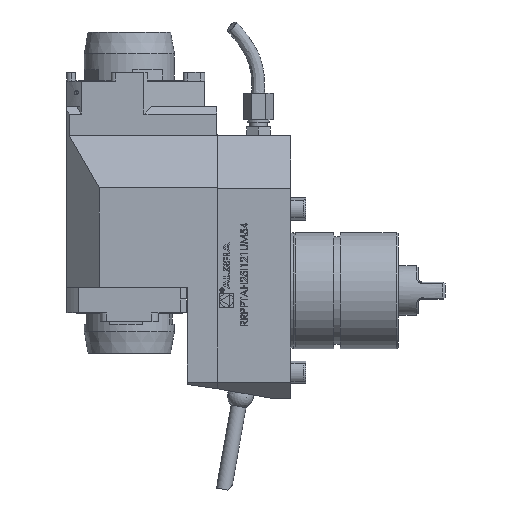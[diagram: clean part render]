
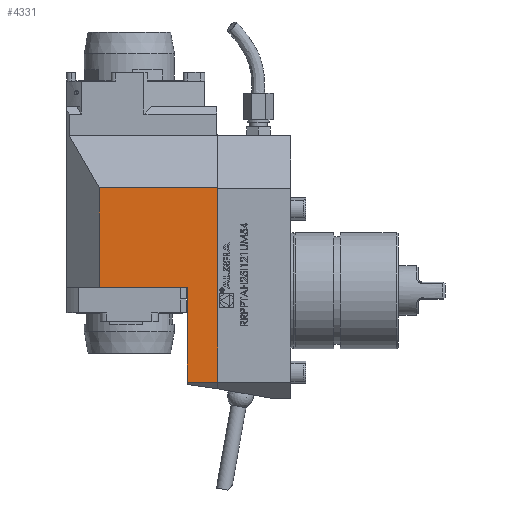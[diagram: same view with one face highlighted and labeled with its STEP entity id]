
A CAD part, left-side view. The second image highlights one B-rep face of the part: STEP entity #4331.
In plain terms, the highlighted planar face has unit normal (-1, 0, 0).
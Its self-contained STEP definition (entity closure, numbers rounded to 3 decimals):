
#733 = VECTOR ( 'NONE', #20702, 1000. ) ;
#1933 = ORIENTED_EDGE ( 'NONE', *, *, #14079, .T. ) ;
#2485 = CARTESIAN_POINT ( 'NONE',  ( -45., 14., 1.5 ) ) ;
#3153 = EDGE_CURVE ( 'NONE', #15812, #13469, #17360, .T. ) ;
#3732 = FACE_OUTER_BOUND ( 'NONE', #23260, .T. ) ;
#3909 = CARTESIAN_POINT ( 'NONE',  ( -45., 14., -42.5 ) ) ;
#3941 = LINE ( 'NONE', #26814, #5810 ) ;
#3989 = DIRECTION ( 'NONE',  ( -1., 0., 0. ) ) ;
#4331 = ADVANCED_FACE ( 'Defeature completata1_211', ( #3732 ), #14341, .T. ) ;
#5182 = CARTESIAN_POINT ( 'NONE',  ( -45., 0., -42.5 ) ) ;
#5439 = VERTEX_POINT ( 'NONE', #10867 ) ;
#5666 = ORIENTED_EDGE ( 'NONE', *, *, #17751, .F. ) ;
#5810 = VECTOR ( 'NONE', #16205, 1000. ) ;
#6596 = CARTESIAN_POINT ( 'NONE',  ( -45., 0., 47.751 ) ) ;
#6788 = EDGE_CURVE ( 'NONE', #6909, #14488, #18084, .T. ) ;
#6909 = VERTEX_POINT ( 'NONE', #15490 ) ;
#8803 = ORIENTED_EDGE ( 'NONE', *, *, #17689, .T. ) ;
#10117 = VERTEX_POINT ( 'NONE', #2485 ) ;
#10867 = CARTESIAN_POINT ( 'NONE',  ( -45., 0., 47.5 ) ) ;
#11219 = LINE ( 'NONE', #13248, #21351 ) ;
#11226 = EDGE_CURVE ( 'NONE', #26052, #10117, #17070, .T. ) ;
#12393 = ORIENTED_EDGE ( 'NONE', *, *, #3153, .T. ) ;
#13155 = ORIENTED_EDGE ( 'NONE', *, *, #11226, .T. ) ;
#13248 = CARTESIAN_POINT ( 'NONE',  ( -45., 0., 72. ) ) ;
#13469 = VERTEX_POINT ( 'NONE', #5182 ) ;
#13796 = DIRECTION ( 'NONE',  ( 0., 0., 1. ) ) ;
#13959 = CARTESIAN_POINT ( 'NONE',  ( -45., 0., -50. ) ) ;
#14079 = EDGE_CURVE ( 'NONE', #10117, #15812, #3941, .T. ) ;
#14341 = PLANE ( 'NONE',  #25640 ) ;
#14384 = VECTOR ( 'NONE', #15745, 1000. ) ;
#14488 = VERTEX_POINT ( 'NONE', #6596 ) ;
#15010 = CARTESIAN_POINT ( 'NONE',  ( -45., 55., 1.5 ) ) ;
#15192 = CARTESIAN_POINT ( 'NONE',  ( -45., 0., -42.5 ) ) ;
#15456 = CARTESIAN_POINT ( 'NONE',  ( -45., 55., 1.5 ) ) ;
#15490 = CARTESIAN_POINT ( 'NONE',  ( -45., 55., 47.751 ) ) ;
#15745 = DIRECTION ( 'NONE',  ( 0., 0., -1. ) ) ;
#15812 = VERTEX_POINT ( 'NONE', #3909 ) ;
#16205 = DIRECTION ( 'NONE',  ( 0., 0., -1. ) ) ;
#17070 = LINE ( 'NONE', #22815, #17297 ) ;
#17297 = VECTOR ( 'NONE', #23071, 1000. ) ;
#17360 = LINE ( 'NONE', #15192, #733 ) ;
#17689 = EDGE_CURVE ( 'NONE', #6909, #26052, #26059, .T. ) ;
#17751 = EDGE_CURVE ( 'NONE', #5439, #13469, #11219, .T. ) ;
#18084 = LINE ( 'NONE', #26389, #22765 ) ;
#20627 = EDGE_CURVE ( 'NONE', #5439, #14488, #24316, .T. ) ;
#20702 = DIRECTION ( 'NONE',  ( 0., -1., 0. ) ) ;
#21351 = VECTOR ( 'NONE', #24156, 1000. ) ;
#22201 = DIRECTION ( 'NONE',  ( 0., -1., 0. ) ) ;
#22288 = DIRECTION ( 'NONE',  ( 0., 0., 1. ) ) ;
#22765 = VECTOR ( 'NONE', #22201, 1000. ) ;
#22815 = CARTESIAN_POINT ( 'NONE',  ( -45., 70., 1.5 ) ) ;
#23071 = DIRECTION ( 'NONE',  ( 0., -1., 0. ) ) ;
#23251 = ORIENTED_EDGE ( 'NONE', *, *, #20627, .T. ) ;
#23260 = EDGE_LOOP ( 'NONE', ( #26830, #8803, #13155, #1933, #12393, #5666, #23251 ) ) ;
#23379 = VECTOR ( 'NONE', #22288, 1000. ) ;
#24156 = DIRECTION ( 'NONE',  ( 0., 0., -1. ) ) ;
#24316 = LINE ( 'NONE', #13959, #23379 ) ;
#24559 = CARTESIAN_POINT ( 'NONE',  ( -45., 41., 0. ) ) ;
#25640 = AXIS2_PLACEMENT_3D ( 'NONE', #24559, #3989, #13796 ) ;
#26052 = VERTEX_POINT ( 'NONE', #15010 ) ;
#26059 = LINE ( 'NONE', #15456, #14384 ) ;
#26389 = CARTESIAN_POINT ( 'NONE',  ( -45., 70., 47.751 ) ) ;
#26814 = CARTESIAN_POINT ( 'NONE',  ( -45., 14., 1.5 ) ) ;
#26830 = ORIENTED_EDGE ( 'NONE', *, *, #6788, .F. ) ;
